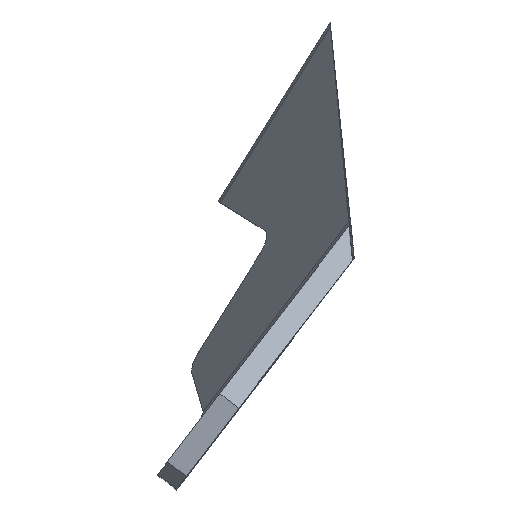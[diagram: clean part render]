
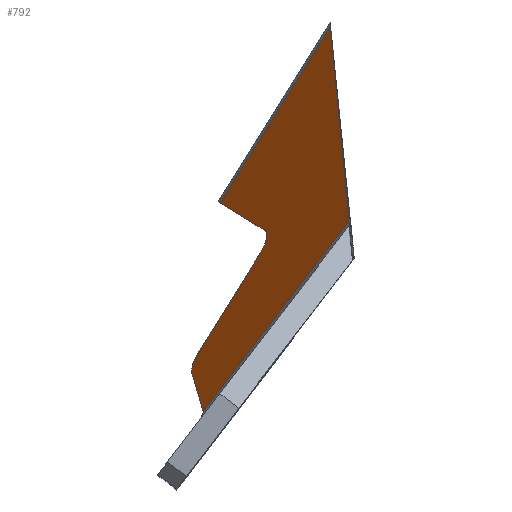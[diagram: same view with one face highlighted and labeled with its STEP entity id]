
A CAD part, left-side view. The second image highlights one B-rep face of the part: STEP entity #792.
In plain terms, the highlighted planar face has unit normal (-0.327, 0.802, 0.501).
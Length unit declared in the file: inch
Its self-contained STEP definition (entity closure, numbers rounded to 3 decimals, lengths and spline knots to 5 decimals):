
#48=PLANE('',#862);
#88=FACE_OUTER_BOUND('',#134,.T.);
#134=EDGE_LOOP('',(#671,#672,#673,#674,#675,#676,#677,#678));
#153=LINE('',#1089,#237);
#159=LINE('',#1125,#243);
#218=LINE('',#1369,#302);
#222=LINE('',#1382,#306);
#223=LINE('',#1385,#307);
#224=LINE('',#1386,#308);
#237=VECTOR('',#883,0.3937);
#243=VECTOR('',#891,0.3937);
#302=VECTOR('',#1022,0.3937);
#306=VECTOR('',#1038,0.3937);
#307=VECTOR('',#1041,0.3937);
#308=VECTOR('',#1042,0.3937);
#333=ELLIPSE('',#847,0.12511,0.11824);
#338=ELLIPSE('',#858,0.12568,0.11824);
#343=VERTEX_POINT('',#1085);
#345=VERTEX_POINT('',#1088);
#350=VERTEX_POINT('',#1122);
#394=VERTEX_POINT('',#1341);
#395=VERTEX_POINT('',#1342);
#402=VERTEX_POINT('',#1366);
#404=VERTEX_POINT('',#1375);
#407=VERTEX_POINT('',#1384);
#416=EDGE_CURVE('',#345,#343,#153,.T.);
#424=EDGE_CURVE('',#350,#345,#159,.T.);
#487=EDGE_CURVE('',#394,#395,#333,.T.);
#500=EDGE_CURVE('',#394,#402,#218,.T.);
#503=EDGE_CURVE('',#350,#402,#338,.T.);
#508=EDGE_CURVE('',#404,#395,#222,.T.);
#509=EDGE_CURVE('',#407,#343,#223,.T.);
#510=EDGE_CURVE('',#404,#407,#224,.T.);
#671=ORIENTED_EDGE('',*,*,#509,.F.);
#672=ORIENTED_EDGE('',*,*,#510,.F.);
#673=ORIENTED_EDGE('',*,*,#508,.T.);
#674=ORIENTED_EDGE('',*,*,#487,.F.);
#675=ORIENTED_EDGE('',*,*,#500,.T.);
#676=ORIENTED_EDGE('',*,*,#503,.F.);
#677=ORIENTED_EDGE('',*,*,#424,.T.);
#678=ORIENTED_EDGE('',*,*,#416,.T.);
#792=ADVANCED_FACE('',(#88),#48,.T.);
#847=AXIS2_PLACEMENT_3D('',#1343,#995,#996);
#858=AXIS2_PLACEMENT_3D('',#1373,#1028,#1029);
#862=AXIS2_PLACEMENT_3D('',#1383,#1039,#1040);
#883=DIRECTION('',(-0.266,-0.586,0.765));
#891=DIRECTION('',(-0.907,-0.117,-0.405));
#995=DIRECTION('center_axis',(-0.327,0.802,0.501));
#996=DIRECTION('ref_axis',(-0.945,-0.277,-0.173));
#1022=DIRECTION('',(0.,0.53,-0.848));
#1028=DIRECTION('center_axis',(0.327,-0.802,-0.501));
#1029=DIRECTION('ref_axis',(0.907,0.117,0.405));
#1038=DIRECTION('',(-0.945,-0.277,-0.173));
#1039=DIRECTION('center_axis',(-0.327,0.802,0.501));
#1040=DIRECTION('ref_axis',(0.945,0.271,0.183));
#1041=DIRECTION('',(-0.869,-0.046,-0.493));
#1042=DIRECTION('',(0.,-0.53,0.848));
#1085=CARTESIAN_POINT('',(-2.0069,0.20904,1.18722));
#1088=CARTESIAN_POINT('',(-1.66047,0.97296,0.19023));
#1089=CARTESIAN_POINT('',(-1.87542,0.49898,0.80883));
#1122=CARTESIAN_POINT('',(-1.20664,1.03151,0.39279));
#1125=CARTESIAN_POINT('',(-1.66047,0.97296,0.19023));
#1341=CARTESIAN_POINT('',(-1.11984,0.67615,1.01845));
#1342=CARTESIAN_POINT('',(-1.0016,0.6482,1.1404));
#1343=CARTESIAN_POINT('Origin',(-1.0016,0.71084,1.04012));
#1366=CARTESIAN_POINT('',(-1.11984,0.9948,0.50825));
#1369=CARTESIAN_POINT('',(-1.11984,0.58431,1.16551));
#1373=CARTESIAN_POINT('Origin',(-1.23808,0.96219,0.48326));
#1375=CARTESIAN_POINT('',(-0.20156,0.88289,1.28698));
#1382=CARTESIAN_POINT('',(-0.06541,0.92283,1.31192));
#1383=CARTESIAN_POINT('Origin',(-0.90414,0.61837,1.2518));
#1384=CARTESIAN_POINT('',(-0.20156,0.30525,2.21189));
#1385=CARTESIAN_POINT('',(-0.87767,0.26922,1.82814));
#1386=CARTESIAN_POINT('',(-0.20156,0.82447,1.38052));
